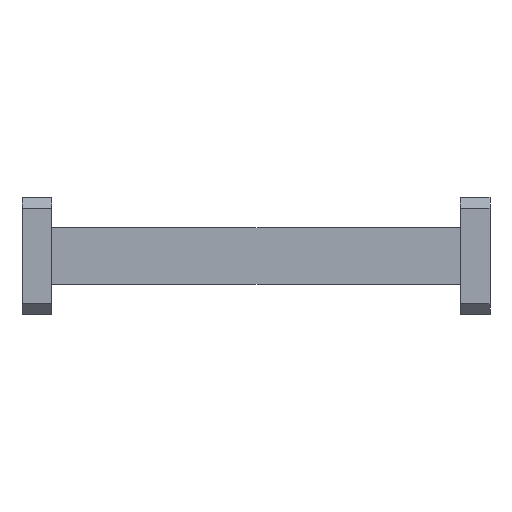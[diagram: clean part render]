
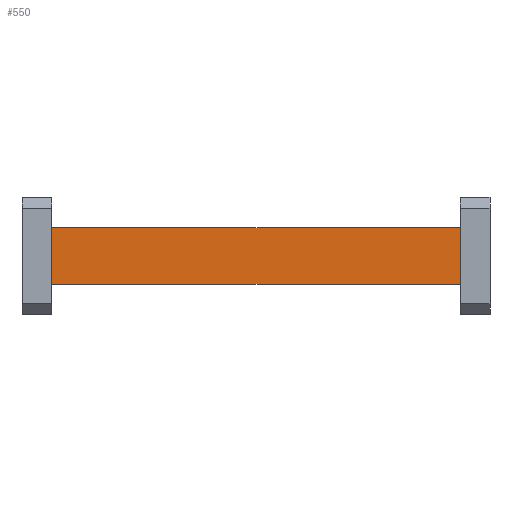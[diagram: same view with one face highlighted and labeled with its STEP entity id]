
A CAD part, front view. The second image highlights one B-rep face of the part: STEP entity #550.
In plain terms, the highlighted planar face has unit normal (0, -1, 0).
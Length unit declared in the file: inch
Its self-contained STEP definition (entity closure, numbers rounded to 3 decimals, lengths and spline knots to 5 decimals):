
#43 = DIRECTION ( 'NONE',  ( 0., 0., 1. ) ) ;
#47 = CARTESIAN_POINT ( 'NONE',  ( 2.81, -0.11, -0.18 ) ) ;
#83 = CARTESIAN_POINT ( 'NONE',  ( 0.19, -0.11, -0.18 ) ) ;
#108 = DIRECTION ( 'NONE',  ( 0., 0., -1. ) ) ;
#138 = DIRECTION ( 'NONE',  ( 0., 0., -1. ) ) ;
#220 = LINE ( 'NONE', #427, #588 ) ;
#295 = ORIENTED_EDGE ( 'NONE', *, *, #1518, .F. ) ;
#334 = ORIENTED_EDGE ( 'NONE', *, *, #1308, .T. ) ;
#378 = ORIENTED_EDGE ( 'NONE', *, *, #1390, .F. ) ;
#427 = CARTESIAN_POINT ( 'NONE',  ( 2.81, -0.11, -0.18 ) ) ;
#445 = CARTESIAN_POINT ( 'NONE',  ( 2.81, -0.11, -0.18 ) ) ;
#534 = EDGE_LOOP ( 'NONE', ( #334, #295, #378, #1655 ) ) ;
#546 = VERTEX_POINT ( 'NONE', #445 ) ;
#550 = ADVANCED_FACE ( 'NONE', ( #801 ), #1313, .F. ) ;
#588 = VECTOR ( 'NONE', #944, 39.37008 ) ;
#673 = CARTESIAN_POINT ( 'NONE',  ( 2.81, -0.11, -0.18 ) ) ;
#674 = VERTEX_POINT ( 'NONE', #83 ) ;
#710 = VECTOR ( 'NONE', #108, 39.37008 ) ;
#767 = CARTESIAN_POINT ( 'NONE',  ( 0.19, -0.11, -0.18 ) ) ;
#769 = CARTESIAN_POINT ( 'NONE',  ( 2.81, -0.11, 0.18 ) ) ;
#780 = VERTEX_POINT ( 'NONE', #1387 ) ;
#787 = EDGE_CURVE ( 'NONE', #780, #1347, #1421, .T. ) ;
#801 = FACE_OUTER_BOUND ( 'NONE', #534, .T. ) ;
#923 = VECTOR ( 'NONE', #138, 39.37008 ) ;
#932 = DIRECTION ( 'NONE',  ( -1., 0., 0. ) ) ;
#944 = DIRECTION ( 'NONE',  ( -1., 0., 0. ) ) ;
#1049 = LINE ( 'NONE', #47, #923 ) ;
#1108 = VECTOR ( 'NONE', #932, 39.37008 ) ;
#1129 = CARTESIAN_POINT ( 'NONE',  ( 0.19, -0.11, 0.18 ) ) ;
#1147 = LINE ( 'NONE', #767, #710 ) ;
#1190 = DIRECTION ( 'NONE',  ( 0., 1., 0. ) ) ;
#1291 = AXIS2_PLACEMENT_3D ( 'NONE', #673, #1190, #43 ) ;
#1308 = EDGE_CURVE ( 'NONE', #1347, #674, #1147, .T. ) ;
#1313 = PLANE ( 'NONE',  #1291 ) ;
#1347 = VERTEX_POINT ( 'NONE', #1129 ) ;
#1387 = CARTESIAN_POINT ( 'NONE',  ( 2.81, -0.11, 0.18 ) ) ;
#1390 = EDGE_CURVE ( 'NONE', #780, #546, #1049, .T. ) ;
#1421 = LINE ( 'NONE', #769, #1108 ) ;
#1518 = EDGE_CURVE ( 'NONE', #546, #674, #220, .T. ) ;
#1655 = ORIENTED_EDGE ( 'NONE', *, *, #787, .T. ) ;
